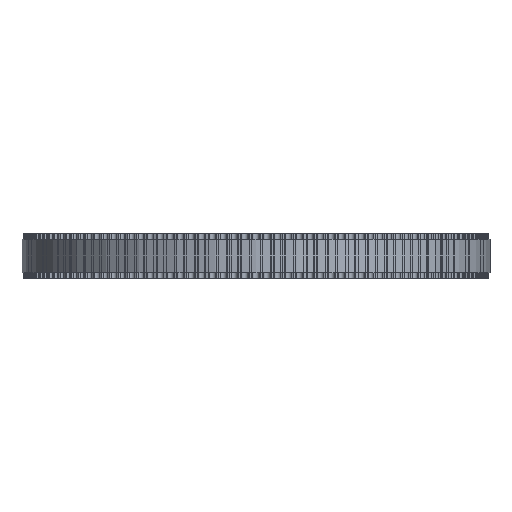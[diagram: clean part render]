
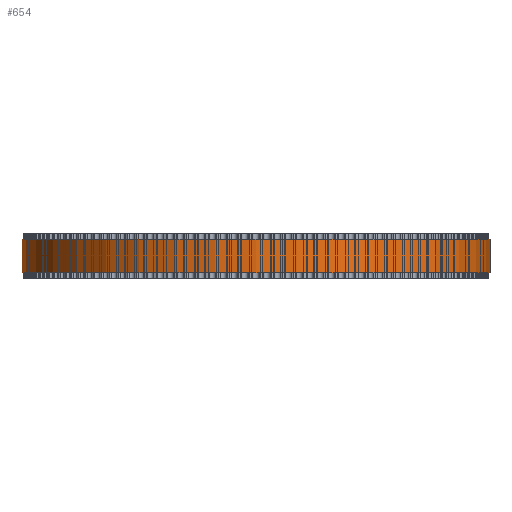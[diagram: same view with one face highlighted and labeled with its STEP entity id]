
A CAD part, front view. The second image highlights one B-rep face of the part: STEP entity #654.
In plain terms, the highlighted cylindrical face has radius 42.335 mm (diameter 84.67 mm), a full revolution.
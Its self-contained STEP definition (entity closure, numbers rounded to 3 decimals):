
#97=FACE_BOUND('',#2256,.T.);
#98=FACE_BOUND('',#2257,.T.);
#654=ADVANCED_FACE('',(#97,#98),#1187,.T.);
#1187=CYLINDRICAL_SURFACE('',#11847,42.335);
#2256=EDGE_LOOP('',(#6514));
#2257=EDGE_LOOP('',(#6515));
#6514=ORIENTED_EDGE('',*,*,#9178,.T.);
#6515=ORIENTED_EDGE('',*,*,#9179,.T.);
#7580=VERTEX_POINT('',#18780);
#7581=VERTEX_POINT('',#18782);
#9178=EDGE_CURVE('',#7580,#7580,#10244,.T.);
#9179=EDGE_CURVE('',#7581,#7581,#10245,.T.);
#10244=CIRCLE('',#11845,42.335);
#10245=CIRCLE('',#11846,42.335);
#11845=AXIS2_PLACEMENT_3D('',#18779,#15578,#15579);
#11846=AXIS2_PLACEMENT_3D('',#18781,#15580,#15581);
#11847=AXIS2_PLACEMENT_3D('',#18783,#15582,#15583);
#15578=DIRECTION('',(0.,0.,1.));
#15579=DIRECTION('',(1.,0.,0.));
#15580=DIRECTION('',(0.,0.,-1.));
#15581=DIRECTION('',(1.,0.,0.));
#15582=DIRECTION('',(0.,0.,1.));
#15583=DIRECTION('',(1.,0.,0.));
#18779=CARTESIAN_POINT('',(0.,0.,1.));
#18780=CARTESIAN_POINT('',(42.335,0.,1.));
#18781=CARTESIAN_POINT('',(0.,0.,7.));
#18782=CARTESIAN_POINT('',(42.335,0.,7.));
#18783=CARTESIAN_POINT('',(0.,0.,1.));
